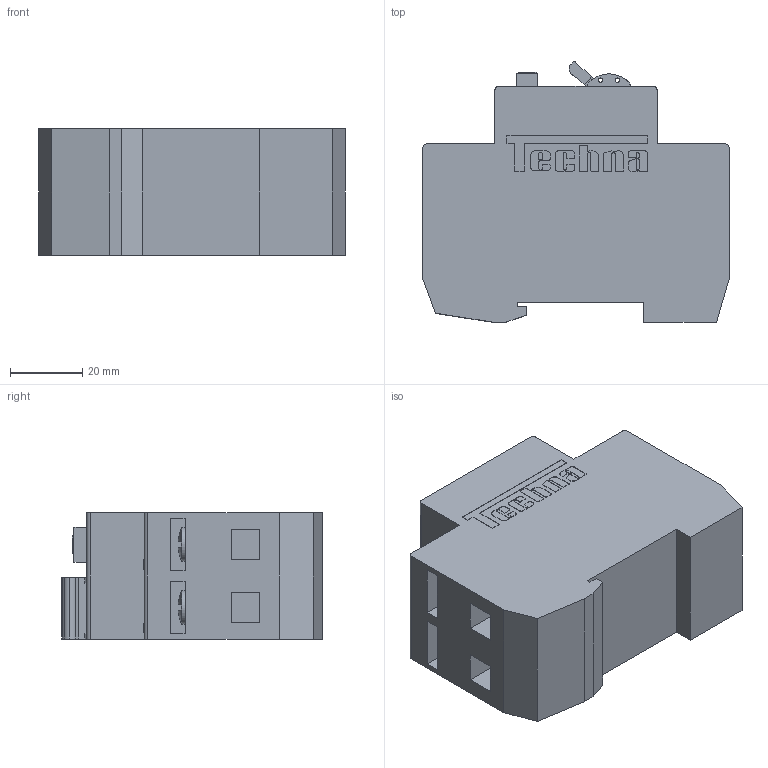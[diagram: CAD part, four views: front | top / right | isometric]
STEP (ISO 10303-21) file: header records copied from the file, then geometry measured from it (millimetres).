
FILE_DESCRIPTION (( 'STEP AP214' ), '1' );
FILE_NAME ('CtecUL 2-W.STEP', '2020-05-26T12:25:16', ( '' ), ( '' ), 'SwSTEP 2.0', 'SolidWorks 2020', '' );
FILE_SCHEMA (( 'AUTOMOTIVE_DESIGN' ));
Length unit declared in the file: millimetre
Products named in the file (1): CtecUL 2-W
Bounding box: 85 x 72.42 x 35 mm (x, y, z)
Volume: 156445.4 mm3; surface area: 25135.2 mm2
Topology: 1 solids, 1 shells, 686 faces, 1890 edges, 1256 vertices
Faces by surface type: plane 413, cylinder 208, bspline 65
Entity records: 29455 total; most frequent: CARTESIAN_POINT 7074, ORIENTED_EDGE 3780, DIRECTION 3486, EDGE_CURVE 1890, VECTOR 1278, LINE 1278, VERTEX_POINT 1256, AXIS2_PLACEMENT_3D 1104
